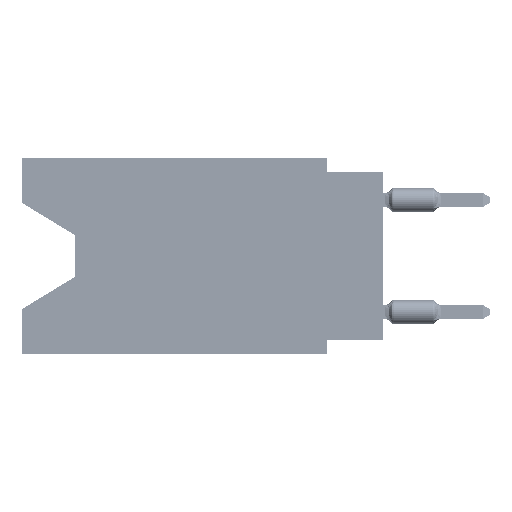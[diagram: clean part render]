
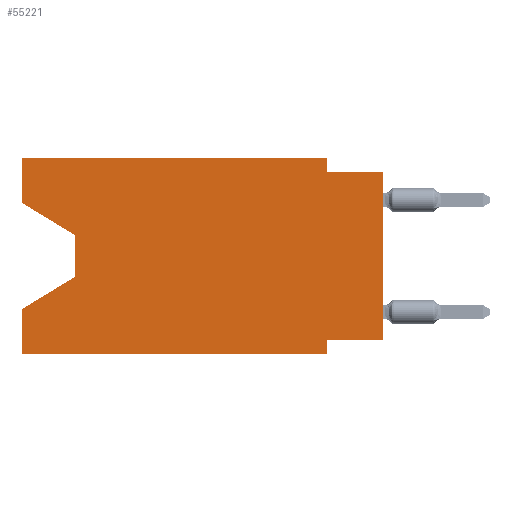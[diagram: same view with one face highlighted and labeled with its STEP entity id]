
A CAD part, left-side view. The second image highlights one B-rep face of the part: STEP entity #55221.
In plain terms, the highlighted planar face has unit normal (-1, 0, 0).
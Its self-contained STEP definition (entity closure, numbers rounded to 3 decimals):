
#9 = EDGE_CURVE ( 'NONE', #26603, #94411, #29826, .T. ) ;
#656 = DIRECTION ( 'NONE',  ( 0., -0.855, -0.519 ) ) ;
#1371 = CARTESIAN_POINT ( 'NONE',  ( 0., 16.383, -8.89 ) ) ;
#2977 = LINE ( 'NONE', #34361, #54912 ) ;
#5791 = EDGE_CURVE ( 'NONE', #26866, #19806, #59391, .T. ) ;
#6704 = ORIENTED_EDGE ( 'NONE', *, *, #7221, .T. ) ;
#7221 = EDGE_CURVE ( 'NONE', #26603, #19806, #84602, .T. ) ;
#7491 = ORIENTED_EDGE ( 'NONE', *, *, #25597, .T. ) ;
#9402 = FACE_OUTER_BOUND ( 'NONE', #40199, .T. ) ;
#11187 = VERTEX_POINT ( 'NONE', #1371 ) ;
#12609 = CARTESIAN_POINT ( 'NONE',  ( 0., 0., -0.635 ) ) ;
#12703 = LINE ( 'NONE', #37371, #94044 ) ;
#12818 = DIRECTION ( 'NONE',  ( 0., 0., 1. ) ) ;
#13522 = CARTESIAN_POINT ( 'NONE',  ( 0., 2.54, -8.255 ) ) ;
#15334 = VERTEX_POINT ( 'NONE', #24119 ) ;
#18136 = DIRECTION ( 'NONE',  ( 0., -1., 0. ) ) ;
#18396 = DIRECTION ( 'NONE',  ( 0., 0.855, -0.519 ) ) ;
#19806 = VERTEX_POINT ( 'NONE', #66887 ) ;
#20058 = EDGE_CURVE ( 'NONE', #54494, #75923, #94086, .T. ) ;
#21189 = EDGE_CURVE ( 'NONE', #55165, #82821, #70603, .T. ) ;
#22619 = CARTESIAN_POINT ( 'NONE',  ( 0., 0., -8.255 ) ) ;
#24119 = CARTESIAN_POINT ( 'NONE',  ( 0., 13.97, -5.385 ) ) ;
#24464 = DIRECTION ( 'NONE',  ( 0., 0., -1. ) ) ;
#25597 = EDGE_CURVE ( 'NONE', #11187, #54691, #96832, .T. ) ;
#25656 = ORIENTED_EDGE ( 'NONE', *, *, #82198, .F. ) ;
#26366 = PLANE ( 'NONE',  #54526 ) ;
#26370 = CARTESIAN_POINT ( 'NONE',  ( 0., 16.383, -8.89 ) ) ;
#26603 = VERTEX_POINT ( 'NONE', #83553 ) ;
#26866 = VERTEX_POINT ( 'NONE', #42334 ) ;
#28659 = VECTOR ( 'NONE', #60671, 1000. ) ;
#29316 = CARTESIAN_POINT ( 'NONE',  ( 0., 16.383, 0. ) ) ;
#29826 = LINE ( 'NONE', #22619, #67624 ) ;
#31237 = ORIENTED_EDGE ( 'NONE', *, *, #5791, .F. ) ;
#31322 = DIRECTION ( 'NONE',  ( 0., 1., 0. ) ) ;
#31518 = CARTESIAN_POINT ( 'NONE',  ( 0., 16.383, -2.038 ) ) ;
#33331 = VECTOR ( 'NONE', #12818, 1000. ) ;
#34361 = CARTESIAN_POINT ( 'NONE',  ( 0., 13.97, -5.385 ) ) ;
#34732 = CARTESIAN_POINT ( 'NONE',  ( 0., 2.54, 0. ) ) ;
#35926 = ORIENTED_EDGE ( 'NONE', *, *, #57191, .T. ) ;
#36708 = VECTOR ( 'NONE', #90109, 1000. ) ;
#37371 = CARTESIAN_POINT ( 'NONE',  ( 0., 2.54, -8.89 ) ) ;
#37997 = CARTESIAN_POINT ( 'NONE',  ( 0., 16.383, 0. ) ) ;
#40199 = EDGE_LOOP ( 'NONE', ( #88413, #35926, #83590, #46790, #7491, #50068, #89966, #6704, #31237, #25656, #81815, #95136 ) ) ;
#40254 = CARTESIAN_POINT ( 'NONE',  ( 0., 16.383, -2.038 ) ) ;
#42047 = VECTOR ( 'NONE', #70666, 1000. ) ;
#42334 = CARTESIAN_POINT ( 'NONE',  ( 0., 2.54, -0.635 ) ) ;
#45287 = VERTEX_POINT ( 'NONE', #46077 ) ;
#46077 = CARTESIAN_POINT ( 'NONE',  ( 0., 16.383, -6.852 ) ) ;
#46790 = ORIENTED_EDGE ( 'NONE', *, *, #68074, .F. ) ;
#49137 = LINE ( 'NONE', #34732, #54552 ) ;
#50068 = ORIENTED_EDGE ( 'NONE', *, *, #54544, .F. ) ;
#50139 = VECTOR ( 'NONE', #90274, 1000. ) ;
#51300 = VECTOR ( 'NONE', #656, 1000. ) ;
#54494 = VERTEX_POINT ( 'NONE', #92398 ) ;
#54526 = AXIS2_PLACEMENT_3D ( 'NONE', #65957, #73153, #63910 ) ;
#54544 = EDGE_CURVE ( 'NONE', #94411, #54691, #12703, .T. ) ;
#54552 = VECTOR ( 'NONE', #24464, 1000. ) ;
#54675 = CARTESIAN_POINT ( 'NONE',  ( 0., 2.54, 0. ) ) ;
#54691 = VERTEX_POINT ( 'NONE', #85172 ) ;
#54912 = VECTOR ( 'NONE', #18396, 1000. ) ;
#55135 = VECTOR ( 'NONE', #18136, 1000. ) ;
#55165 = VERTEX_POINT ( 'NONE', #40254 ) ;
#55221 = ADVANCED_FACE ( 'NONE', ( #9402 ), #26366, .F. ) ;
#57191 = EDGE_CURVE ( 'NONE', #82821, #15334, #74149, .T. ) ;
#58726 = CARTESIAN_POINT ( 'NONE',  ( 0., 13.97, -3.505 ) ) ;
#59391 = LINE ( 'NONE', #12609, #50139 ) ;
#60671 = DIRECTION ( 'NONE',  ( 0., 0., 1. ) ) ;
#63910 = DIRECTION ( 'NONE',  ( 0., 0., -1. ) ) ;
#65957 = CARTESIAN_POINT ( 'NONE',  ( 0., 16.383, 0. ) ) ;
#66887 = CARTESIAN_POINT ( 'NONE',  ( 0., 0., -0.635 ) ) ;
#67624 = VECTOR ( 'NONE', #31322, 1000. ) ;
#68074 = EDGE_CURVE ( 'NONE', #11187, #45287, #83263, .T. ) ;
#68737 = DIRECTION ( 'NONE',  ( 0., 0., -1. ) ) ;
#70603 = LINE ( 'NONE', #31518, #51300 ) ;
#70666 = DIRECTION ( 'NONE',  ( 0., 0., 1. ) ) ;
#71907 = CARTESIAN_POINT ( 'NONE',  ( 0., 13.97, -3.505 ) ) ;
#73153 = DIRECTION ( 'NONE',  ( 1., 0., 0. ) ) ;
#74149 = LINE ( 'NONE', #58726, #36708 ) ;
#75923 = VERTEX_POINT ( 'NONE', #54675 ) ;
#78113 = LINE ( 'NONE', #29316, #28659 ) ;
#78614 = CARTESIAN_POINT ( 'NONE',  ( 0., 16.383, 0. ) ) ;
#81815 = ORIENTED_EDGE ( 'NONE', *, *, #20058, .F. ) ;
#82198 = EDGE_CURVE ( 'NONE', #75923, #26866, #49137, .T. ) ;
#82821 = VERTEX_POINT ( 'NONE', #71907 ) ;
#83263 = LINE ( 'NONE', #37997, #33331 ) ;
#83553 = CARTESIAN_POINT ( 'NONE',  ( 0., 0., -8.255 ) ) ;
#83590 = ORIENTED_EDGE ( 'NONE', *, *, #84921, .T. ) ;
#84548 = EDGE_CURVE ( 'NONE', #55165, #54494, #78113, .T. ) ;
#84602 = LINE ( 'NONE', #100052, #42047 ) ;
#84921 = EDGE_CURVE ( 'NONE', #15334, #45287, #2977, .T. ) ;
#85172 = CARTESIAN_POINT ( 'NONE',  ( 0., 2.54, -8.89 ) ) ;
#85847 = DIRECTION ( 'NONE',  ( 0., -1., 0. ) ) ;
#88413 = ORIENTED_EDGE ( 'NONE', *, *, #21189, .T. ) ;
#88952 = VECTOR ( 'NONE', #85847, 1000. ) ;
#89966 = ORIENTED_EDGE ( 'NONE', *, *, #9, .F. ) ;
#90109 = DIRECTION ( 'NONE',  ( 0., 0., -1. ) ) ;
#90274 = DIRECTION ( 'NONE',  ( 0., -1., 0. ) ) ;
#92398 = CARTESIAN_POINT ( 'NONE',  ( 0., 16.383, 0. ) ) ;
#94044 = VECTOR ( 'NONE', #68737, 1000. ) ;
#94086 = LINE ( 'NONE', #78614, #88952 ) ;
#94411 = VERTEX_POINT ( 'NONE', #13522 ) ;
#95136 = ORIENTED_EDGE ( 'NONE', *, *, #84548, .F. ) ;
#96832 = LINE ( 'NONE', #26370, #55135 ) ;
#100052 = CARTESIAN_POINT ( 'NONE',  ( 0., 0., 0. ) ) ;
